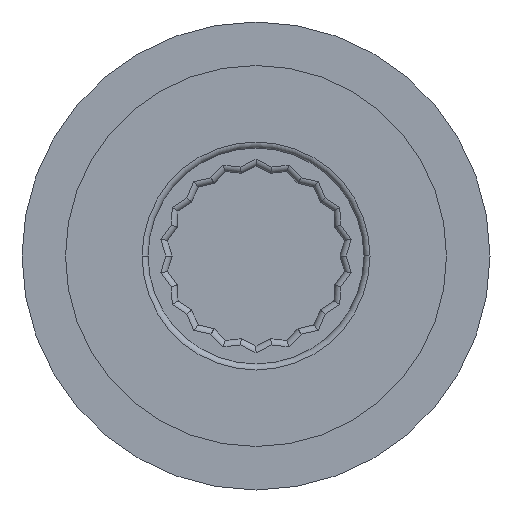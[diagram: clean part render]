
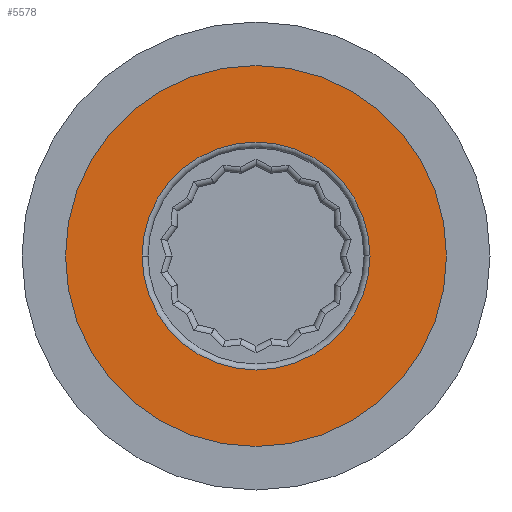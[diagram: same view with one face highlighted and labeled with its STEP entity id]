
A CAD part, front view. The second image highlights one B-rep face of the part: STEP entity #5578.
In plain terms, the highlighted planar face has unit normal (0, -1, 0).
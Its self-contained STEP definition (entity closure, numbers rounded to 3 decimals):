
#1541=CARTESIAN_POINT('',(0.,3.2,0.));
#1542=DIRECTION('',(0.,1.,0.));
#1543=DIRECTION('',(1.,0.,0.));
#1544=AXIS2_PLACEMENT_3D('',#1541,#1542,#1543);
#1549=CARTESIAN_POINT('',(0.,3.2,0.));
#1550=DIRECTION('',(0.,-1.,0.));
#1551=DIRECTION('',(1.,0.,0.));
#1552=AXIS2_PLACEMENT_3D('',#1549,#1550,#1551);
#1557=CARTESIAN_POINT('',(0.,3.2,0.));
#1558=DIRECTION('',(0.,1.,0.));
#1559=DIRECTION('',(-1.,0.,0.));
#1560=AXIS2_PLACEMENT_3D('',#1557,#1558,#1559);
#1565=CARTESIAN_POINT('',(0.,3.2,0.));
#1566=DIRECTION('',(0.,1.,0.));
#1567=DIRECTION('',(1.,0.,0.));
#1568=AXIS2_PLACEMENT_3D('',#1565,#1566,#1567);
#3516=CARTESIAN_POINT('',(6.35,3.2,0.));
#3518=VERTEX_POINT('',#3516);
#3520=CARTESIAN_POINT('',(-6.35,3.2,0.));
#3522=VERTEX_POINT('',#3520);
#3915=CARTESIAN_POINT('',(-3.8,3.2,0.));
#3916=CARTESIAN_POINT('',(3.8,3.2,0.));
#3917=VERTEX_POINT('',#3915);
#3918=VERTEX_POINT('',#3916);
#5563=CARTESIAN_POINT('',(0.,3.2,0.));
#5564=DIRECTION('',(0.,-1.,0.));
#5565=DIRECTION('',(-1.,0.,0.));
#5566=AXIS2_PLACEMENT_3D('',#5563,#5564,#5565);
#5567=PLANE('',#5566);
#5568=ORIENTED_EDGE('',*,*,#5556,.F.);
#5569=ORIENTED_EDGE('',*,*,#5545,.T.);
#5570=EDGE_LOOP('',(#5568,#5569));
#5571=FACE_OUTER_BOUND('',#5570,.F.);
#5573=ORIENTED_EDGE('',*,*,#5572,.F.);
#5575=ORIENTED_EDGE('',*,*,#5574,.F.);
#5576=EDGE_LOOP('',(#5573,#5575));
#5577=FACE_BOUND('',#5576,.F.);
#1545=CIRCLE('',#1544,6.35);
#1553=CIRCLE('',#1552,6.35);
#1561=CIRCLE('',#1560,3.8);
#1569=CIRCLE('',#1568,3.8);
#5545=EDGE_CURVE('',#3518,#3522,#1545,.T.);
#5556=EDGE_CURVE('',#3518,#3522,#1553,.T.);
#5572=EDGE_CURVE('',#3917,#3918,#1561,.T.);
#5574=EDGE_CURVE('',#3918,#3917,#1569,.T.);
#5578=ADVANCED_FACE('',(#5571,#5577),#5567,.T.);
